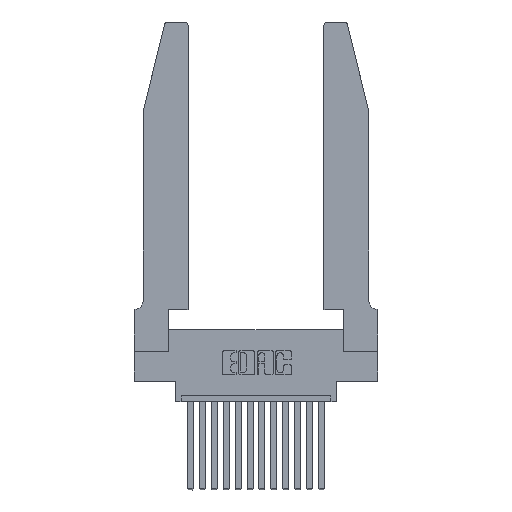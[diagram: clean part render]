
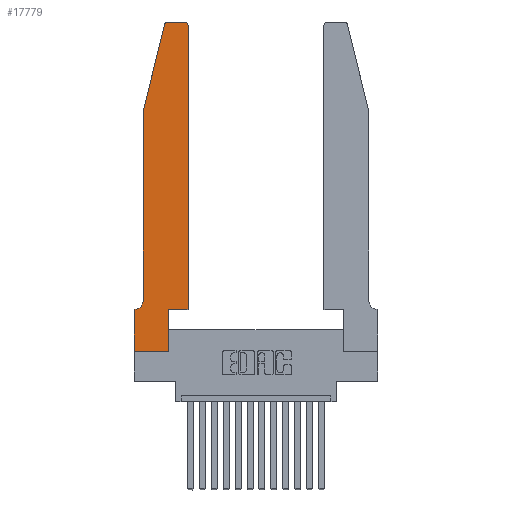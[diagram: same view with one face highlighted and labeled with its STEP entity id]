
A CAD part, top view. The second image highlights one B-rep face of the part: STEP entity #17779.
In plain terms, the highlighted planar face has unit normal (0, 0, 1).
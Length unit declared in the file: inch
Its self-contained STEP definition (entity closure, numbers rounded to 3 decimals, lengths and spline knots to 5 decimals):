
#111 = AXIS2_PLACEMENT_3D ( 'NONE', #17714, #3865, #9455 ) ;
#598 = CARTESIAN_POINT ( 'NONE',  ( 0., 0., 0.37 ) ) ;
#677 = LINE ( 'NONE', #5716, #8000 ) ;
#684 = PLANE ( 'NONE',  #15648 ) ;
#773 = CARTESIAN_POINT ( 'NONE',  ( 0.4505, 0.35, 0.37 ) ) ;
#889 = VECTOR ( 'NONE', #8748, 39.37008 ) ;
#1020 = ORIENTED_EDGE ( 'NONE', *, *, #15245, .T. ) ;
#1263 = CARTESIAN_POINT ( 'NONE',  ( 0.4505, 0.35, 0.37 ) ) ;
#1332 = EDGE_CURVE ( 'NONE', #6620, #4746, #10160, .T. ) ;
#1406 = VERTEX_POINT ( 'NONE', #1263 ) ;
#1443 = CARTESIAN_POINT ( 'NONE',  ( 0.0755, 2., 0.37 ) ) ;
#1839 = VERTEX_POINT ( 'NONE', #9023 ) ;
#1884 = CARTESIAN_POINT ( 'NONE',  ( 0.0755, 0.35, 0.37 ) ) ;
#1886 = DIRECTION ( 'NONE',  ( -1., 0., 0. ) ) ;
#1986 = ORIENTED_EDGE ( 'NONE', *, *, #17574, .T. ) ;
#2164 = EDGE_LOOP ( 'NONE', ( #8291, #1986, #4934, #17580, #2762, #10739, #4923, #1020, #15633, #10322, #3415, #13278 ) ) ;
#2167 = EDGE_CURVE ( 'NONE', #11396, #16545, #14429, .T. ) ;
#2762 = ORIENTED_EDGE ( 'NONE', *, *, #11193, .T. ) ;
#2794 = CARTESIAN_POINT ( 'NONE',  ( 0.4505, 0.35, 0.37 ) ) ;
#2880 = CARTESIAN_POINT ( 'NONE',  ( 0.0755, 2., 0.37 ) ) ;
#3415 = ORIENTED_EDGE ( 'NONE', *, *, #11984, .T. ) ;
#3507 = DIRECTION ( 'NONE',  ( 0., 0., 1. ) ) ;
#3607 = CIRCLE ( 'NONE', #9062, 0.03 ) ;
#3865 = DIRECTION ( 'NONE',  ( 0., 0., -1. ) ) ;
#4190 = DIRECTION ( 'NONE',  ( 1., 0., 0. ) ) ;
#4307 = DIRECTION ( 'NONE',  ( 0., 1., 0. ) ) ;
#4492 = CARTESIAN_POINT ( 'NONE',  ( 0.2605, 2.75, 0.37 ) ) ;
#4596 = CARTESIAN_POINT ( 'NONE',  ( 0.2865, 0.35, 0.37 ) ) ;
#4746 = VERTEX_POINT ( 'NONE', #15746 ) ;
#4794 = CARTESIAN_POINT ( 'NONE',  ( 0.2865, 0., 0.37 ) ) ;
#4923 = ORIENTED_EDGE ( 'NONE', *, *, #6998, .T. ) ;
#4934 = ORIENTED_EDGE ( 'NONE', *, *, #17630, .T. ) ;
#5137 = VECTOR ( 'NONE', #11413, 39.37008 ) ;
#5656 = CARTESIAN_POINT ( 'NONE',  ( 0., 0., 0.37 ) ) ;
#5716 = CARTESIAN_POINT ( 'NONE',  ( 0., 0., 0.37 ) ) ;
#5819 = DIRECTION ( 'NONE',  ( 0., 0., 1. ) ) ;
#6002 = EDGE_CURVE ( 'NONE', #6155, #1406, #11934, .T. ) ;
#6154 = LINE ( 'NONE', #4596, #11748 ) ;
#6155 = VERTEX_POINT ( 'NONE', #10318 ) ;
#6620 = VERTEX_POINT ( 'NONE', #8746 ) ;
#6998 = EDGE_CURVE ( 'NONE', #1839, #16155, #677, .T. ) ;
#7364 = AXIS2_PLACEMENT_3D ( 'NONE', #12615, #5819, #4190 ) ;
#7482 = CARTESIAN_POINT ( 'NONE',  ( 0.284, 2.75, 0.37 ) ) ;
#7627 = CIRCLE ( 'NONE', #111, 0.07 ) ;
#8000 = VECTOR ( 'NONE', #12515, 39.37008 ) ;
#8247 = VERTEX_POINT ( 'NONE', #4794 ) ;
#8291 = ORIENTED_EDGE ( 'NONE', *, *, #14642, .T. ) ;
#8512 = DIRECTION ( 'NONE',  ( 0., 0., 1. ) ) ;
#8593 = VERTEX_POINT ( 'NONE', #10811 ) ;
#8679 = VECTOR ( 'NONE', #15939, 39.37008 ) ;
#8746 = CARTESIAN_POINT ( 'NONE',  ( 0.4505, 2.72, 0.37 ) ) ;
#8748 = DIRECTION ( 'NONE',  ( -1., 0., 0. ) ) ;
#9023 = CARTESIAN_POINT ( 'NONE',  ( 0., 0.35, 0.37 ) ) ;
#9062 = AXIS2_PLACEMENT_3D ( 'NONE', #16793, #8512, #15606 ) ;
#9454 = CARTESIAN_POINT ( 'NONE',  ( 0.0055, 0.35, 0.37 ) ) ;
#9455 = DIRECTION ( 'NONE',  ( -1., 0., 0. ) ) ;
#10160 = CIRCLE ( 'NONE', #7364, 0.03 ) ;
#10318 = CARTESIAN_POINT ( 'NONE',  ( 0.2865, 0.35, 0.37 ) ) ;
#10322 = ORIENTED_EDGE ( 'NONE', *, *, #6002, .T. ) ;
#10328 = CARTESIAN_POINT ( 'NONE',  ( 0., 0.35, 0.37 ) ) ;
#10661 = EDGE_CURVE ( 'NONE', #8247, #6155, #6154, .T. ) ;
#10739 = ORIENTED_EDGE ( 'NONE', *, *, #12198, .T. ) ;
#10811 = CARTESIAN_POINT ( 'NONE',  ( 0.25487, 2.72718, 0.37 ) ) ;
#10928 = LINE ( 'NONE', #4492, #12002 ) ;
#11036 = LINE ( 'NONE', #1884, #889 ) ;
#11193 = EDGE_CURVE ( 'NONE', #16545, #15526, #7627, .T. ) ;
#11396 = VERTEX_POINT ( 'NONE', #2880 ) ;
#11413 = DIRECTION ( 'NONE',  ( -0.239, -0.971, 0. ) ) ;
#11482 = VECTOR ( 'NONE', #4307, 39.37008 ) ;
#11748 = VECTOR ( 'NONE', #15779, 39.37008 ) ;
#11934 = LINE ( 'NONE', #773, #8679 ) ;
#11984 = EDGE_CURVE ( 'NONE', #1406, #6620, #17029, .T. ) ;
#12002 = VECTOR ( 'NONE', #1886, 39.37008 ) ;
#12198 = EDGE_CURVE ( 'NONE', #15526, #1839, #11036, .T. ) ;
#12257 = DIRECTION ( 'NONE',  ( 0., -1., 0. ) ) ;
#12515 = DIRECTION ( 'NONE',  ( 0., -1., 0. ) ) ;
#12615 = CARTESIAN_POINT ( 'NONE',  ( 0.4205, 2.72, 0.37 ) ) ;
#12674 = LINE ( 'NONE', #14167, #5137 ) ;
#13097 = FACE_OUTER_BOUND ( 'NONE', #2164, .T. ) ;
#13152 = DIRECTION ( 'NONE',  ( 1., 0., 0. ) ) ;
#13278 = ORIENTED_EDGE ( 'NONE', *, *, #1332, .T. ) ;
#14167 = CARTESIAN_POINT ( 'NONE',  ( 0.0755, 2., 0.37 ) ) ;
#14429 = LINE ( 'NONE', #1443, #17625 ) ;
#14504 = DIRECTION ( 'NONE',  ( 1., 0., 0. ) ) ;
#14642 = EDGE_CURVE ( 'NONE', #4746, #16311, #10928, .T. ) ;
#15049 = CARTESIAN_POINT ( 'NONE',  ( 0.0755, 0.42, 0.37 ) ) ;
#15245 = EDGE_CURVE ( 'NONE', #16155, #8247, #15722, .T. ) ;
#15302 = VECTOR ( 'NONE', #14504, 39.37008 ) ;
#15526 = VERTEX_POINT ( 'NONE', #9454 ) ;
#15606 = DIRECTION ( 'NONE',  ( 1., 0., 0. ) ) ;
#15633 = ORIENTED_EDGE ( 'NONE', *, *, #10661, .T. ) ;
#15648 = AXIS2_PLACEMENT_3D ( 'NONE', #10328, #3507, #13152 ) ;
#15722 = LINE ( 'NONE', #598, #15302 ) ;
#15746 = CARTESIAN_POINT ( 'NONE',  ( 0.4205, 2.75, 0.37 ) ) ;
#15779 = DIRECTION ( 'NONE',  ( 0., 1., 0. ) ) ;
#15939 = DIRECTION ( 'NONE',  ( 1., 0., 0. ) ) ;
#16155 = VERTEX_POINT ( 'NONE', #5656 ) ;
#16311 = VERTEX_POINT ( 'NONE', #7482 ) ;
#16545 = VERTEX_POINT ( 'NONE', #15049 ) ;
#16793 = CARTESIAN_POINT ( 'NONE',  ( 0.284, 2.72, 0.37 ) ) ;
#17029 = LINE ( 'NONE', #2794, #11482 ) ;
#17574 = EDGE_CURVE ( 'NONE', #16311, #8593, #3607, .T. ) ;
#17580 = ORIENTED_EDGE ( 'NONE', *, *, #2167, .T. ) ;
#17625 = VECTOR ( 'NONE', #12257, 39.37008 ) ;
#17630 = EDGE_CURVE ( 'NONE', #8593, #11396, #12674, .T. ) ;
#17714 = CARTESIAN_POINT ( 'NONE',  ( 0.0055, 0.42, 0.37 ) ) ;
#17779 = ADVANCED_FACE ( 'NONE', ( #13097 ), #684, .T. ) ;
